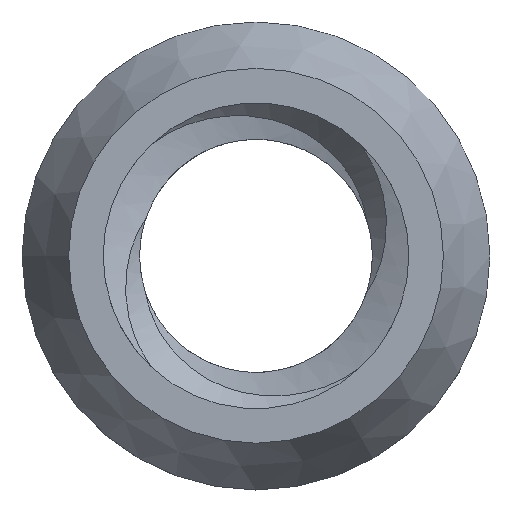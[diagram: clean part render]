
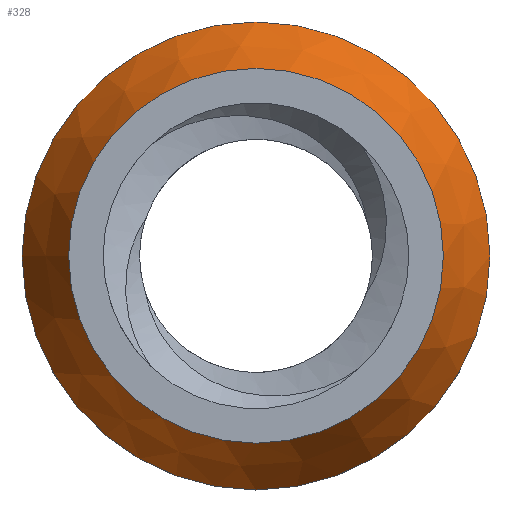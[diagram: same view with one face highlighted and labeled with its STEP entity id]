
A CAD part, top view. The second image highlights one B-rep face of the part: STEP entity #328.
In plain terms, the highlighted conical face has half-angle 28.043 degrees and reference radius 6.428 mm.
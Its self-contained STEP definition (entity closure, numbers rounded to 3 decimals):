
#26=CONICAL_SURFACE('',#370,6.428,0.489);
#42=FACE_OUTER_BOUND('',#61,.T.);
#61=EDGE_LOOP('',(#295,#296,#297,#298));
#106=CIRCLE('',#369,5.15);
#107=CIRCLE('',#371,6.428);
#113=LINE('',#1697,#119);
#119=VECTOR('',#433,6.428);
#152=VERTEX_POINT('',#1693);
#153=VERTEX_POINT('',#1696);
#200=EDGE_CURVE('',#152,#152,#106,.T.);
#201=EDGE_CURVE('',#152,#153,#113,.T.);
#202=EDGE_CURVE('',#153,#153,#107,.T.);
#295=ORIENTED_EDGE('',*,*,#200,.T.);
#296=ORIENTED_EDGE('',*,*,#201,.T.);
#297=ORIENTED_EDGE('',*,*,#202,.T.);
#298=ORIENTED_EDGE('',*,*,#201,.F.);
#328=ADVANCED_FACE('',(#42),#26,.T.);
#369=AXIS2_PLACEMENT_3D('',#1694,#429,#430);
#370=AXIS2_PLACEMENT_3D('',#1695,#431,#432);
#371=AXIS2_PLACEMENT_3D('',#1698,#434,#435);
#429=DIRECTION('center_axis',(0.,0.,-1.));
#430=DIRECTION('ref_axis',(1.,0.,0.));
#431=DIRECTION('center_axis',(0.,0.,-1.));
#432=DIRECTION('ref_axis',(1.,0.,0.));
#433=DIRECTION('',(-0.47,0.,-0.883));
#434=DIRECTION('center_axis',(0.,0.,1.));
#435=DIRECTION('ref_axis',(1.,0.,0.));
#1693=CARTESIAN_POINT('',(-5.15,0.,4.6));
#1694=CARTESIAN_POINT('Origin',(0.,0.,4.6));
#1695=CARTESIAN_POINT('Origin',(0.,0.,2.2));
#1696=CARTESIAN_POINT('',(-6.428,0.,2.2));
#1697=CARTESIAN_POINT('',(-6.428,0.,2.2));
#1698=CARTESIAN_POINT('Origin',(0.,0.,2.2));
